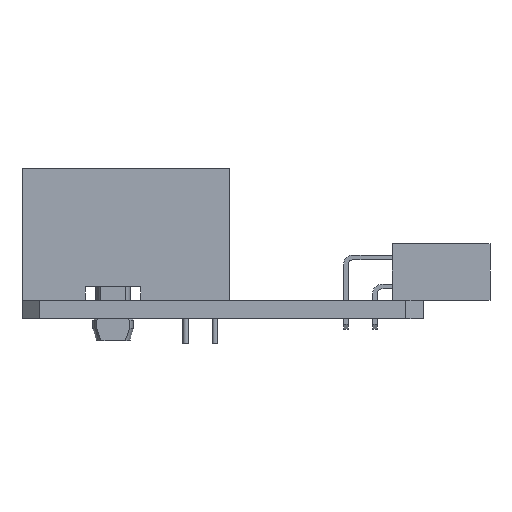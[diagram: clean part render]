
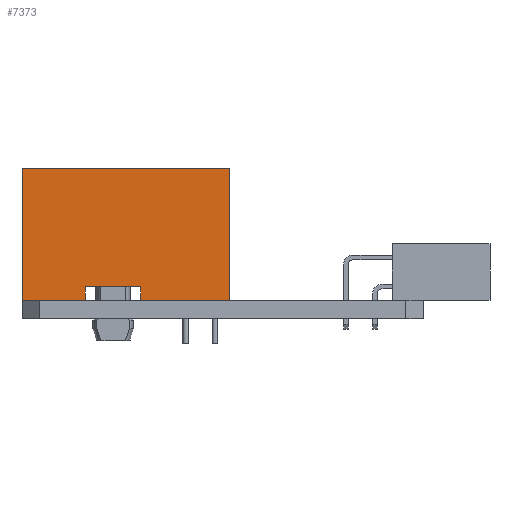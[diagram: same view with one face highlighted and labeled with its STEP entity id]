
A CAD part, front view. The second image highlights one B-rep face of the part: STEP entity #7373.
In plain terms, the highlighted face is planar.
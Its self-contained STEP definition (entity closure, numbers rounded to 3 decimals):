
#675=FACE_OUTER_BOUND('',#1095,.T.);
#1095=EDGE_LOOP('',(#5980,#5981,#5982,#5983,#5984,#5985,#5986,#5987));
#1841=LINE('',#11228,#2661);
#1863=LINE('',#11408,#2683);
#1920=LINE('',#11537,#2740);
#1923=LINE('',#11542,#2743);
#1924=LINE('',#11545,#2744);
#1925=LINE('',#11547,#2745);
#1926=LINE('',#11549,#2746);
#1927=LINE('',#11550,#2747);
#2661=VECTOR('',#9184,18.);
#2683=VECTOR('',#9232,11.5);
#2740=VECTOR('',#9339,5.46);
#2743=VECTOR('',#9344,1.2);
#2744=VECTOR('',#9347,4.84);
#2745=VECTOR('',#9348,1.2);
#2746=VECTOR('',#9349,7.7);
#2747=VECTOR('',#9350,11.5);
#3329=VERTEX_POINT('',#11225);
#3330=VERTEX_POINT('',#11227);
#3363=VERTEX_POINT('',#11406);
#3410=VERTEX_POINT('',#11535);
#3411=VERTEX_POINT('',#11540);
#3412=VERTEX_POINT('',#11544);
#3413=VERTEX_POINT('',#11546);
#3414=VERTEX_POINT('',#11548);
#4203=EDGE_CURVE('',#3330,#3329,#1841,.T.);
#4241=EDGE_CURVE('',#3329,#3363,#1863,.T.);
#4306=EDGE_CURVE('',#3410,#3363,#1920,.T.);
#4309=EDGE_CURVE('',#3410,#3411,#1923,.T.);
#4310=EDGE_CURVE('',#3412,#3411,#1924,.T.);
#4311=EDGE_CURVE('',#3413,#3412,#1925,.T.);
#4312=EDGE_CURVE('',#3414,#3413,#1926,.T.);
#4313=EDGE_CURVE('',#3330,#3414,#1927,.T.);
#5980=ORIENTED_EDGE('',*,*,#4310,.F.);
#5981=ORIENTED_EDGE('',*,*,#4311,.F.);
#5982=ORIENTED_EDGE('',*,*,#4312,.F.);
#5983=ORIENTED_EDGE('',*,*,#4313,.F.);
#5984=ORIENTED_EDGE('',*,*,#4203,.T.);
#5985=ORIENTED_EDGE('',*,*,#4241,.T.);
#5986=ORIENTED_EDGE('',*,*,#4306,.F.);
#5987=ORIENTED_EDGE('',*,*,#4309,.T.);
#6851=PLANE('',#7850);
#7373=ADVANCED_FACE('',(#675),#6851,.T.);
#7850=AXIS2_PLACEMENT_3D('',#11543,#9345,#9346);
#9184=DIRECTION('',(0.,1.,0.));
#9232=DIRECTION('',(0.,0.,1.));
#9339=DIRECTION('',(0.,1.,0.));
#9344=DIRECTION('',(0.,0.,-1.));
#9345=DIRECTION('center_axis',(1.,0.,0.));
#9346=DIRECTION('ref_axis',(0.,1.,0.));
#9347=DIRECTION('',(0.,1.,0.));
#9348=DIRECTION('',(0.,0.,-1.));
#9349=DIRECTION('',(0.,1.,0.));
#9350=DIRECTION('',(0.,0.,1.));
#11225=CARTESIAN_POINT('',(7.62,0.,0.));
#11227=CARTESIAN_POINT('',(7.62,-18.,0.));
#11228=CARTESIAN_POINT('',(7.62,-18.,0.));
#11406=CARTESIAN_POINT('',(7.62,0.,11.5));
#11408=CARTESIAN_POINT('',(7.62,0.,0.));
#11535=CARTESIAN_POINT('',(7.62,-5.46,11.5));
#11537=CARTESIAN_POINT('',(7.62,-5.46,11.5));
#11540=CARTESIAN_POINT('',(7.62,-5.46,10.3));
#11542=CARTESIAN_POINT('',(7.62,-5.46,11.5));
#11543=CARTESIAN_POINT('Origin',(7.62,-18.,0.));
#11544=CARTESIAN_POINT('',(7.62,-10.3,10.3));
#11545=CARTESIAN_POINT('',(7.62,-10.3,10.3));
#11546=CARTESIAN_POINT('',(7.62,-10.3,11.5));
#11547=CARTESIAN_POINT('',(7.62,-10.3,11.5));
#11548=CARTESIAN_POINT('',(7.62,-18.,11.5));
#11549=CARTESIAN_POINT('',(7.62,-18.,11.5));
#11550=CARTESIAN_POINT('',(7.62,-18.,0.));
